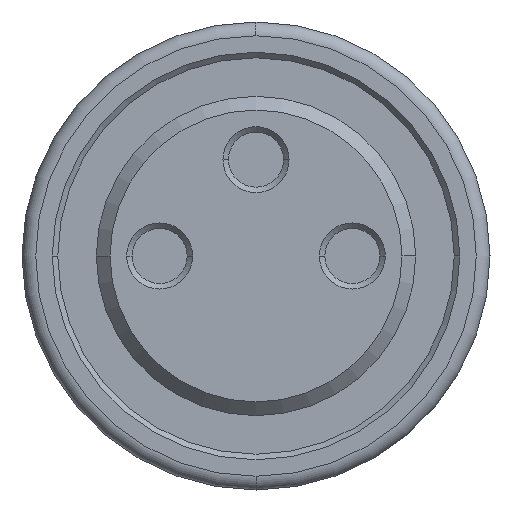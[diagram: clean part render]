
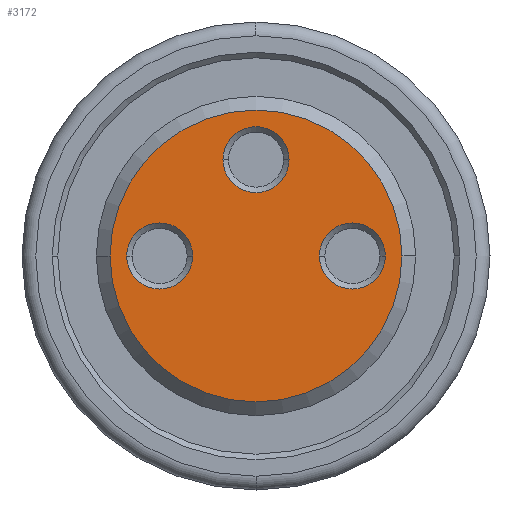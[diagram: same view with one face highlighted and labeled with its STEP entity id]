
A CAD part, left-side view. The second image highlights one B-rep face of the part: STEP entity #3172.
In plain terms, the highlighted planar face has unit normal (-1, 0, 0).
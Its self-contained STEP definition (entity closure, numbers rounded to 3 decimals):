
#784=CARTESIAN_POINT('',(-1.,2.35,0.));
#785=VERTEX_POINT('',#784);
#801=CARTESIAN_POINT('',(-1.,1.15,0.));
#802=VERTEX_POINT('',#801);
#809=CARTESIAN_POINT('',(-1.,1.75,0.));
#810=DIRECTION('',(-1.0,0.0,0.0));
#811=DIRECTION('',(0.0,1.0,0.0));
#812=AXIS2_PLACEMENT_3D('',#809,#810,#811);
#813=CIRCLE('',#812,0.6);
#814=EDGE_CURVE('',#802,#785,#813,.T.);
#858=CARTESIAN_POINT('',(-1.,-1.15,0.));
#859=VERTEX_POINT('',#858);
#875=CARTESIAN_POINT('',(-1.,-2.35,0.));
#876=VERTEX_POINT('',#875);
#883=CARTESIAN_POINT('',(-1.,-1.75,0.));
#884=DIRECTION('',(-1.0,0.0,0.0));
#885=DIRECTION('',(0.0,1.0,0.0));
#886=AXIS2_PLACEMENT_3D('',#883,#884,#885);
#887=CIRCLE('',#886,0.6);
#888=EDGE_CURVE('',#876,#859,#887,.T.);
#932=CARTESIAN_POINT('',(-1.,0.6,1.75));
#933=VERTEX_POINT('',#932);
#949=CARTESIAN_POINT('',(-1.,-0.6,1.75));
#950=VERTEX_POINT('',#949);
#957=CARTESIAN_POINT('',(-1.,0.0,1.75));
#958=DIRECTION('',(-1.0,0.0,0.0));
#959=DIRECTION('',(0.0,1.0,0.0));
#960=AXIS2_PLACEMENT_3D('',#957,#958,#959);
#961=CIRCLE('',#960,0.6);
#962=EDGE_CURVE('',#950,#933,#961,.T.);
#2011=CARTESIAN_POINT('',(-1.,2.65,0.0));
#2012=VERTEX_POINT('',#2011);
#2021=CARTESIAN_POINT('',(-1.,-2.65,0.));
#2022=VERTEX_POINT('',#2021);
#2023=CARTESIAN_POINT('',(-1.,0.0,0.0));
#2024=DIRECTION('',(1.0,0.0,0.0));
#2025=DIRECTION('',(0.0,1.0,0.0));
#2026=AXIS2_PLACEMENT_3D('',#2023,#2024,#2025);
#2027=CIRCLE('',#2026,2.65);
#2028=EDGE_CURVE('',#2012,#2022,#2027,.T.);
#2334=CARTESIAN_POINT('',(-1.,0.0,0.0));
#2335=DIRECTION('',(1.0,0.0,0.0));
#2336=DIRECTION('',(0.0,1.0,0.0));
#2337=AXIS2_PLACEMENT_3D('',#2334,#2335,#2336);
#2338=CIRCLE('',#2337,2.65);
#2339=EDGE_CURVE('',#2022,#2012,#2338,.T.);
#3079=CARTESIAN_POINT('',(-1.,0.0,1.75));
#3080=DIRECTION('',(-1.0,0.0,0.0));
#3081=DIRECTION('',(0.0,1.0,0.0));
#3082=AXIS2_PLACEMENT_3D('',#3079,#3080,#3081);
#3083=CIRCLE('',#3082,0.6);
#3084=EDGE_CURVE('',#933,#950,#3083,.T.);
#3115=CARTESIAN_POINT('',(-1.,-1.75,0.));
#3116=DIRECTION('',(-1.0,0.0,0.0));
#3117=DIRECTION('',(0.0,1.0,0.0));
#3118=AXIS2_PLACEMENT_3D('',#3115,#3116,#3117);
#3119=CIRCLE('',#3118,0.6);
#3120=EDGE_CURVE('',#859,#876,#3119,.T.);
#3145=CARTESIAN_POINT('',(-1.,1.325,0.0));
#3146=DIRECTION('',(-1.0,0.0,0.0));
#3147=DIRECTION('',(0.0,0.0,1.0));
#3148=AXIS2_PLACEMENT_3D('',#3145,#3146,#3147);
#3149=PLANE('',#3148);
#3150=ORIENTED_EDGE('',*,*,#2028,.F.);
#3151=ORIENTED_EDGE('',*,*,#2339,.F.);
#3152=EDGE_LOOP('',(#3150,#3151));
#3153=FACE_OUTER_BOUND('',#3152,.T.);
#3154=ORIENTED_EDGE('',*,*,#888,.F.);
#3155=ORIENTED_EDGE('',*,*,#3120,.F.);
#3156=EDGE_LOOP('',(#3154,#3155));
#3157=FACE_BOUND('',#3156,.T.);
#3158=ORIENTED_EDGE('',*,*,#962,.F.);
#3159=ORIENTED_EDGE('',*,*,#3084,.F.);
#3160=EDGE_LOOP('',(#3158,#3159));
#3161=FACE_BOUND('',#3160,.T.);
#3162=ORIENTED_EDGE('',*,*,#814,.F.);
#3163=CARTESIAN_POINT('',(-1.,1.75,0.));
#3164=DIRECTION('',(-1.0,0.0,0.0));
#3165=DIRECTION('',(0.0,1.0,0.0));
#3166=AXIS2_PLACEMENT_3D('',#3163,#3164,#3165);
#3167=CIRCLE('',#3166,0.6);
#3168=EDGE_CURVE('',#785,#802,#3167,.T.);
#3169=ORIENTED_EDGE('',*,*,#3168,.F.);
#3170=EDGE_LOOP('',(#3162,#3169));
#3171=FACE_BOUND('',#3170,.T.);
#3172=ADVANCED_FACE('',(#3153,#3157,#3161,#3171),#3149,.T.);
